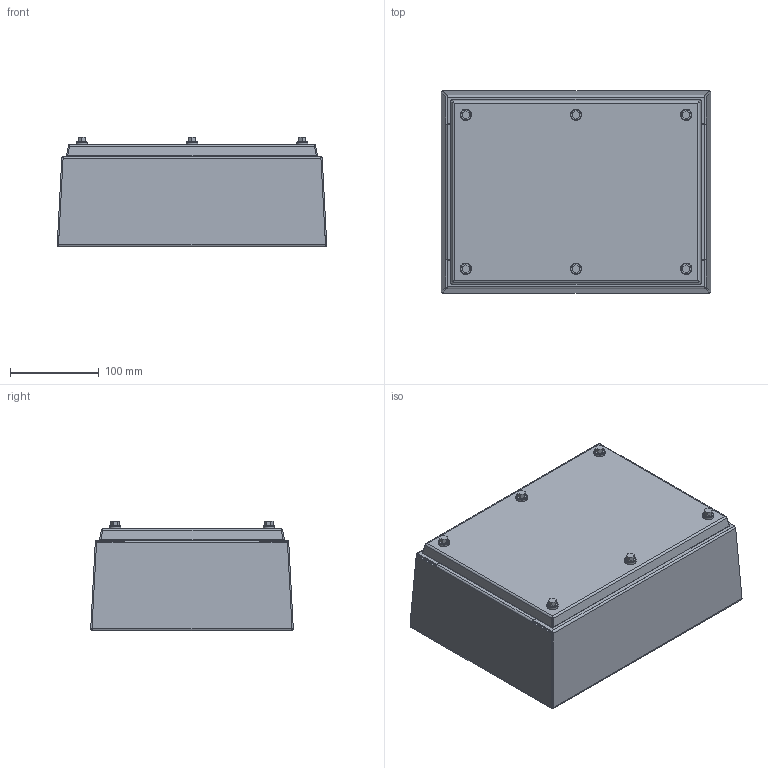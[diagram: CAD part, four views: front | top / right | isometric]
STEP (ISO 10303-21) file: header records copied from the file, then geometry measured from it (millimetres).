
FILE_DESCRIPTION (( 'STEP AP214' ), '1' );
FILE_NAME ('HYJ1294SS.STEP', '2021-09-08T20:17:22', ( '' ), ( '' ), 'SwSTEP 2.0', 'SolidWorks 2021', '' );
FILE_SCHEMA (( 'AUTOMOTIVE_DESIGN' ));
Length unit declared in the file: inch
Products named in the file (1): HYJ1294SS
Bounding box: 303.32 x 227.98 x 123.42 mm (x, y, z)
Volume: 499656.7 mm3; surface area: 636669.5 mm2
Topology: 34 solids, 34 shells, 559 faces, 1218 edges, 766 vertices
Faces by surface type: plane 355, cylinder 170, cone 18, bspline 16
Full cylindrical faces by diameter (mm): 1.651 x6, 3.967 x4, 4.826 x8, 5.969 x6, 6.071 x6, 6.096 x6, 6.35 x14, 6.426 x6, 8.001 x6, 9.525 x10, 10.16 x4, 10.312 x6, 11.43 x6, 12.7 x6
Entity records: 23104 total; most frequent: CARTESIAN_POINT 3456, DIRECTION 2476, ORIENTED_EDGE 2184, EDGE_CURVE 1092, AXIS2_PLACEMENT_3D 892, EDGE_LOOP 782, VERTEX_POINT 752, LINE 692
